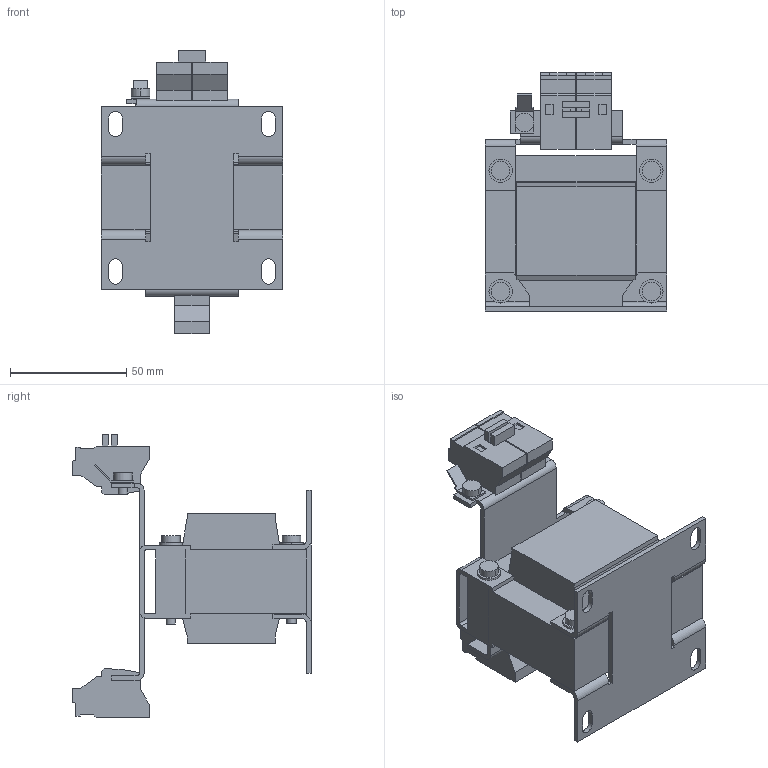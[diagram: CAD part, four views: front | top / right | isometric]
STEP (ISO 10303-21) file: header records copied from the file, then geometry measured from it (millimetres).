
FILE_DESCRIPTION (( 'STEP AP203' ), '1' );
FILE_NAME ('CT-007-048-24-0.step', '2024-10-31T17:01:31', ( '' ), ( '' ), 'SwSTEP 2.0', 'SolidWorks 2023', '' );
FILE_SCHEMA (( 'CONFIG_CONTROL_DESIGN' ));
Length unit declared in the file: inch
Products named in the file (1): CT-007-048-24-0
Bounding box: 78 x 102.7 x 122 mm (x, y, z)
Volume: 245111.9 mm3; surface area: 63900.2 mm2
Topology: 1 solids, 1 shells, 375 faces, 1087 edges, 714 vertices
Faces by surface type: plane 294, cylinder 81
Entity records: 12396 total; most frequent: CARTESIAN_POINT 2195, ORIENTED_EDGE 2174, DIRECTION 2011, EDGE_CURVE 1087, VECTOR 911, LINE 911, VERTEX_POINT 714, AXIS2_PLACEMENT_3D 550
